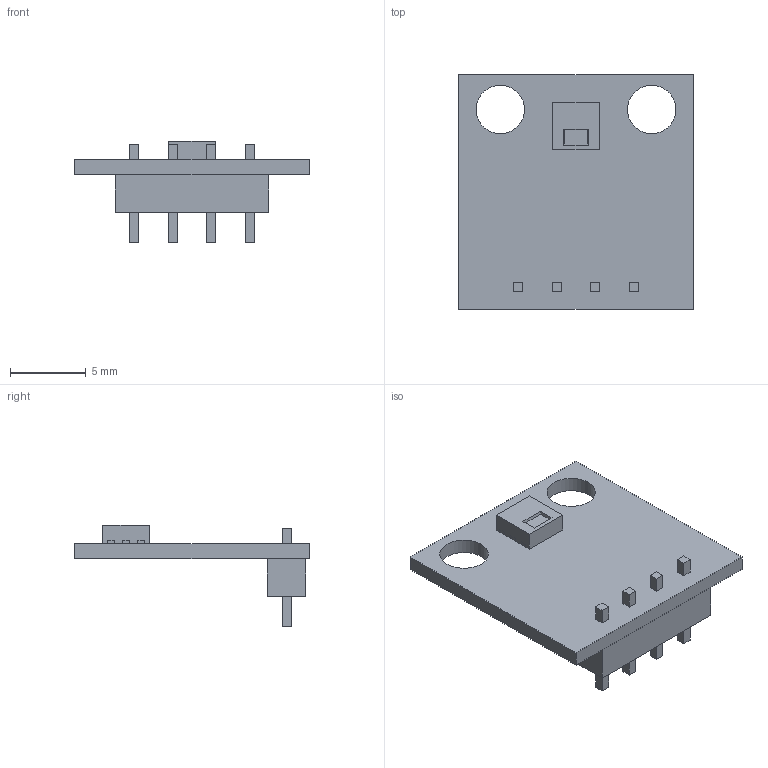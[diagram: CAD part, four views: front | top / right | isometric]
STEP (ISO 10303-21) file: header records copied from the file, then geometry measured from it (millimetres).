
FILE_DESCRIPTION(('FreeCAD Model'),'2;1');
FILE_NAME('HTU21D v3_sp.step','2018-02-23T07:34:41',('kicad StepUp'),('ksu MCAD'), 'Open CASCADE STEP processor 6.8','FreeCAD','Unknown');
FILE_SCHEMA(('AUTOMOTIVE_DESIGN_CC2 { 1 2 10303 214 -1 1 5 4 }'));
Length unit declared in the file: millimetre
Products named in the file (1): HTU21D_v3_sp
Bounding box: 15.5 x 15.5 x 6.71 mm (x, y, z)
Volume: 304.3 mm3; surface area: 638.6 mm2
Topology: 1 solids, 1 shells, 69 faces, 180 edges, 124 vertices
Faces by surface type: plane 67, cylinder 2
Full cylindrical faces by diameter (mm): 3.2 x2
Entity records: 2601 total; most frequent: CARTESIAN_POINT 374, ORIENTED_EDGE 360, DIRECTION 324, EDGE_CURVE 180, LINE 176, VECTOR 176, VERTEX_POINT 124, FACE_BOUND 84
